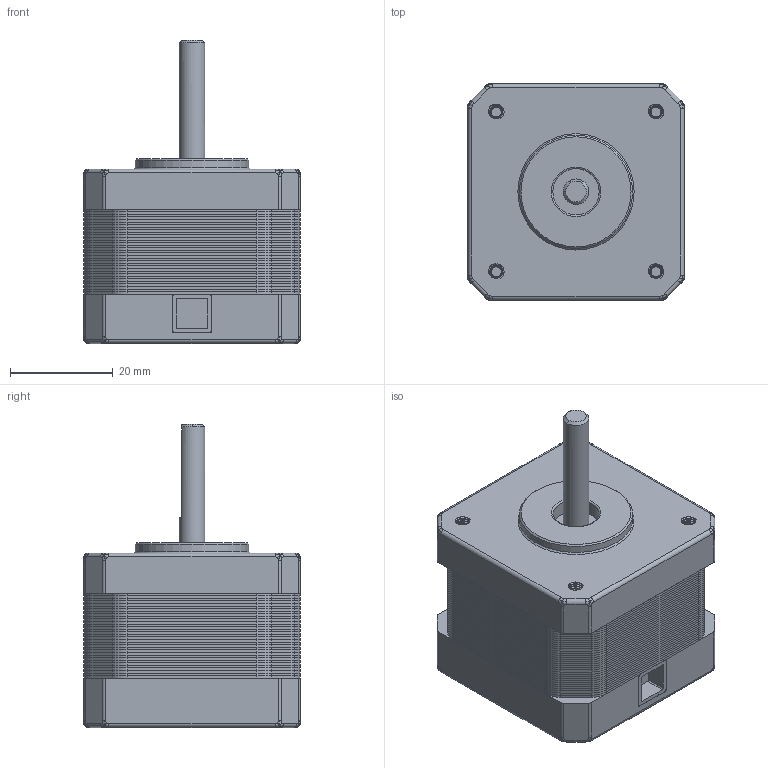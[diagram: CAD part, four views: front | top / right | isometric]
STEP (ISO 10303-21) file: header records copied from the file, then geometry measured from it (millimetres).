
FILE_DESCRIPTION(/* description */ (''),/* implementation_level */ '2;1');
FILE_NAME(/* name */ 'NEMA 17 v9.step',/* time_stamp */ '2024-05-18T23:34:13+01:00',/* author */ (''),/* organization */ (''),/* preprocessor_version */ 'ST-DEVELOPER v20',/* originating_system */ 'Autodesk Translation Framework v13.14.0.145',/* authorisation */ '');
FILE_SCHEMA (('AUTOMOTIVE_DESIGN { 1 0 10303 214 3 1 1 }'));
Products named in the file (2): NEMA 17; 91772A050_Passivated 18-8 Stainless Steel Pan Head Phillips Screw
Assembly tree (4 placements, depth 2):
  NEMA 17
    91772A050_Passivated 18-8 Stainless Steel Pan Head Phillips Screw  x4
Bounding box: 42 x 42 x 58.9 mm (x, y, z)
Volume: 34574.3 mm3; surface area: 51248.8 mm2
Topology: 42 solids, 42 shells, 1761 faces, 4897 edges, 3240 vertices
Faces by surface type: cylinder 803, plane 740, bspline 148, cone 48, torus 18, sphere 4
Full cylindrical faces by diameter (mm): 1.925 x72, 2.515 x76, 2.529 x20, 2.896 x4, 3 x136, 3.086 x20, 4.902 x4, 5 x1, 7 x4, 9 x2, 20 x1, 22 x1, 25 x2
Entity records: 61904 total; most frequent: CARTESIAN_POINT 23931, ORIENTED_EDGE 8108, DIRECTION 7446, EDGE_CURVE 4054, VERTEX_POINT 2682, AXIS2_PLACEMENT_3D 2529, LINE 2388, VECTOR 2388
